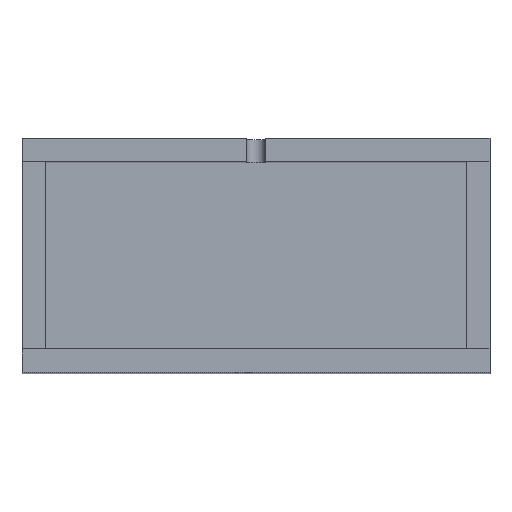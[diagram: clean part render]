
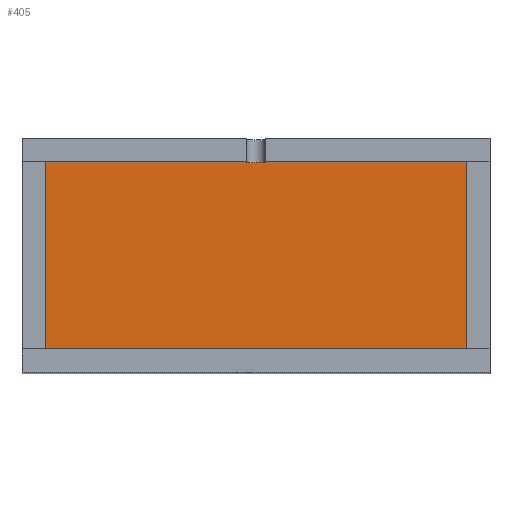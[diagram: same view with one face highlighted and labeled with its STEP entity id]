
A CAD part, top view. The second image highlights one B-rep face of the part: STEP entity #405.
In plain terms, the highlighted planar face has unit normal (0, 0, 1).
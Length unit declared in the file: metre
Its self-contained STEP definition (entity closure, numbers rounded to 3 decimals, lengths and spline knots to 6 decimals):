
#87=ORIENTED_EDGE('',*,*,#158,.T.);
#88=ORIENTED_EDGE('',*,*,#169,.T.);
#89=ORIENTED_EDGE('',*,*,#178,.F.);
#90=ORIENTED_EDGE('',*,*,#174,.F.);
#158=EDGE_CURVE('',#204,#210,#249,.T.);
#169=EDGE_CURVE('',#210,#215,#259,.T.);
#174=EDGE_CURVE('',#204,#217,#264,.T.);
#178=EDGE_CURVE('',#217,#215,#268,.T.);
#204=VERTEX_POINT('',#608);
#210=VERTEX_POINT('',#620);
#215=VERTEX_POINT('',#641);
#217=VERTEX_POINT('',#649);
#249=LINE('',#621,#303);
#259=LINE('',#640,#313);
#264=LINE('',#648,#318);
#268=LINE('',#655,#322);
#303=VECTOR('',#497,1.);
#313=VECTOR('',#517,1.);
#318=VECTOR('',#524,1.);
#322=VECTOR('',#530,1.);
#340=EDGE_LOOP('',(#87,#88,#89,#90));
#362=FACE_BOUND('',#340,.T.);
#384=PLANE('',#442);
#405=ADVANCED_FACE('',(#362),#384,.T.);
#442=AXIS2_PLACEMENT_3D('',#657,#533,#534);
#497=DIRECTION('',(-1.,0.,0.));
#517=DIRECTION('',(0.,-1.,0.));
#524=DIRECTION('',(0.,-1.,0.));
#530=DIRECTION('',(-1.,0.,0.));
#533=DIRECTION('',(0.,0.,1.));
#534=DIRECTION('',(1.,0.,0.));
#608=CARTESIAN_POINT('',(0.018193,0.008097,0.002));
#620=CARTESIAN_POINT('',(-0.018193,0.008097,0.002));
#621=CARTESIAN_POINT('',(0.,0.008097,0.002));
#640=CARTESIAN_POINT('',(-0.018193,0.,0.002));
#641=CARTESIAN_POINT('',(-0.018193,-0.008097,0.002));
#648=CARTESIAN_POINT('',(0.018193,0.,0.002));
#649=CARTESIAN_POINT('',(0.018193,-0.008097,0.002));
#655=CARTESIAN_POINT('',(0.,-0.008097,0.002));
#657=CARTESIAN_POINT('',(0.,0.,0.002));
